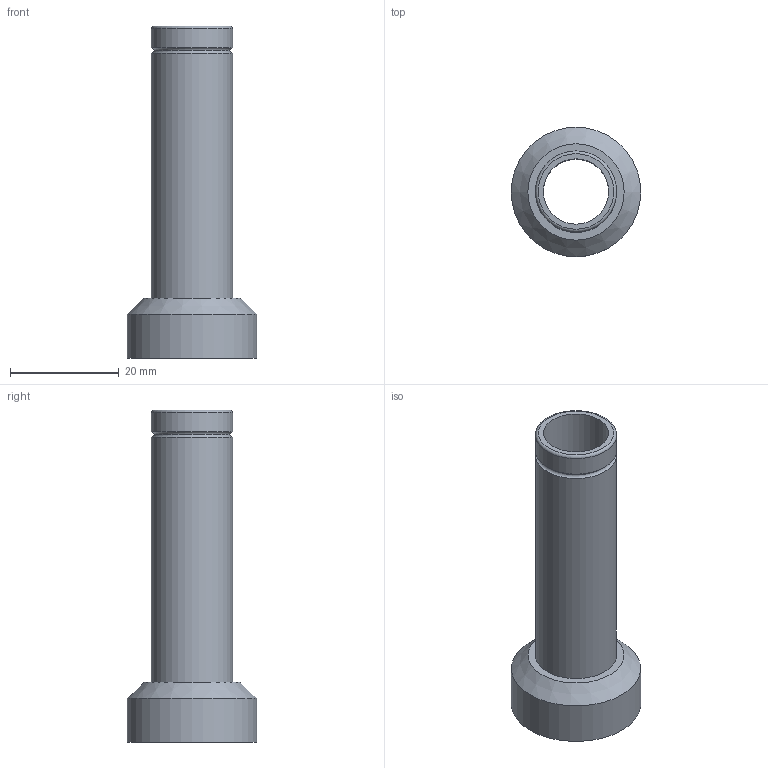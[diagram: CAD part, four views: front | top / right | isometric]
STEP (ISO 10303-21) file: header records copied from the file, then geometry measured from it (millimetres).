
FILE_DESCRIPTION(('FreeCAD Model'),'2;1');
FILE_NAME('Open CASCADE Shape Model','2024-04-18T12:00:23',(''),(''), 'Open CASCADE STEP processor 7.6','FreeCAD','Unknown');
FILE_SCHEMA(('AUTOMOTIVE_DESIGN { 1 0 10303 214 1 1 1 1 }'));
Length unit declared in the file: millimetre
Products named in the file (1): Corps001
Bounding box: 23.8 x 23.8 x 61 mm (x, y, z)
Volume: 5207.6 mm3; surface area: 6129.1 mm2
Topology: 1 solids, 1 shells, 14 faces, 24 edges, 14 vertices
Faces by surface type: cylinder 5, plane 4, torus 4, cone 1
Full cylindrical faces by diameter (mm): 12 x1, 14.9 x2, 19.8 x1, 23.8 x1
Entity records: 364 total; most frequent: DIRECTION 72, CARTESIAN_POINT 53, ORIENTED_EDGE 48, AXIS2_PLACEMENT_3D 33, EDGE_CURVE 24, FACE_BOUND 18, EDGE_LOOP 18, CIRCLE 18
